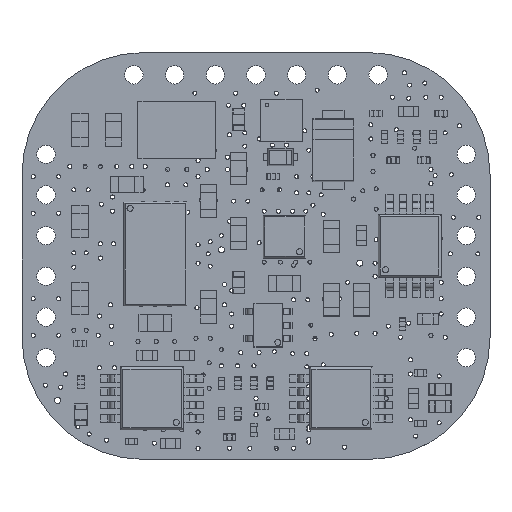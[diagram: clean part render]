
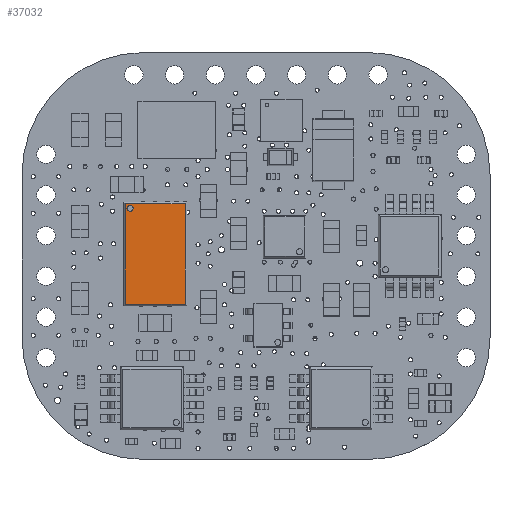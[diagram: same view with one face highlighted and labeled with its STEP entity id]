
A CAD part, top view. The second image highlights one B-rep face of the part: STEP entity #37032.
In plain terms, the highlighted planar face has unit normal (0, 0, 1).
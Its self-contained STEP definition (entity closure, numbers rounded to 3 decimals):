
#27564 = PLANE('',#27565);
#27565 = AXIS2_PLACEMENT_3D('',#27566,#27567,#27568);
#27566 = CARTESIAN_POINT('',(8.06,10.1,1.83));
#27567 = DIRECTION('',(0.707,0.,0.707));
#27568 = DIRECTION('',(0.707,0.,-0.707));
#33074 = PLANE('',#33075);
#33075 = AXIS2_PLACEMENT_3D('',#33076,#33077,#33078);
#33076 = CARTESIAN_POINT('',(5.04,10.1,1.83));
#33077 = DIRECTION('',(-0.707,0.,0.707));
#33078 = DIRECTION('',(0.707,0.,0.707));
#36690 = VERTEX_POINT('',#36691);
#36691 = CARTESIAN_POINT('',(5.16,12.34,1.87));
#36698 = CYLINDRICAL_SURFACE('',#36699,0.15);
#36699 = AXIS2_PLACEMENT_3D('',#36700,#36701,#36702);
#36700 = CARTESIAN_POINT('',(5.31,12.34,1.88));
#36701 = DIRECTION('',(0.,0.,1.));
#36702 = DIRECTION('',(1.,0.,0.));
#36717 = EDGE_CURVE('',#36690,#36690,#36718,.T.);
#36718 = SURFACE_CURVE('',#36719,(#36724,#36731),.PCURVE_S1.);
#36719 = CIRCLE('',#36720,0.15);
#36720 = AXIS2_PLACEMENT_3D('',#36721,#36722,#36723);
#36721 = CARTESIAN_POINT('',(5.31,12.34,1.87));
#36722 = DIRECTION('',(0.,0.,-1.));
#36723 = DIRECTION('',(1.,0.,0.));
#36724 = PCURVE('',#36698,#36725);
#36725 = DEFINITIONAL_REPRESENTATION('',(#36726),#36730);
#36726 = LINE('',#36727,#36728);
#36727 = CARTESIAN_POINT('',(6.283,-0.01));
#36728 = VECTOR('',#36729,1.);
#36729 = DIRECTION('',(-1.,0.));
#36730 = ( GEOMETRIC_REPRESENTATION_CONTEXT(2) 
PARAMETRIC_REPRESENTATION_CONTEXT() REPRESENTATION_CONTEXT('2D SPACE',''
  ) );
#36731 = PCURVE('',#36732,#36737);
#36732 = PLANE('',#36733);
#36733 = AXIS2_PLACEMENT_3D('',#36734,#36735,#36736);
#36734 = CARTESIAN_POINT('',(6.55,10.1,1.87));
#36735 = DIRECTION('',(0.,0.,1.));
#36736 = DIRECTION('',(1.,0.,0.));
#36737 = DEFINITIONAL_REPRESENTATION('',(#36738),#36746);
#36738 = ( BOUNDED_CURVE() B_SPLINE_CURVE(2,(#36739,#36740,#36741,#36742
    ,#36743,#36744,#36745),.UNSPECIFIED.,.T.,.F.) 
B_SPLINE_CURVE_WITH_KNOTS((1,2,2,2,2,1),(-2.094,0.,
    2.094,4.189,6.283,8.378),
.UNSPECIFIED.) CURVE() GEOMETRIC_REPRESENTATION_ITEM() 
RATIONAL_B_SPLINE_CURVE((1.,0.5,1.,0.5,1.,0.5,1.)) REPRESENTATION_ITEM(
  '') );
#36739 = CARTESIAN_POINT('',(-1.09,2.24));
#36740 = CARTESIAN_POINT('',(-1.09,1.98));
#36741 = CARTESIAN_POINT('',(-1.315,2.11));
#36742 = CARTESIAN_POINT('',(-1.54,2.24));
#36743 = CARTESIAN_POINT('',(-1.315,2.37));
#36744 = CARTESIAN_POINT('',(-1.09,2.5));
#36745 = CARTESIAN_POINT('',(-1.09,2.24));
#36746 = ( GEOMETRIC_REPRESENTATION_CONTEXT(2) 
PARAMETRIC_REPRESENTATION_CONTEXT() REPRESENTATION_CONTEXT('2D SPACE',''
  ) );
#36783 = EDGE_CURVE('',#36784,#36786,#36788,.T.);
#36784 = VERTEX_POINT('',#36785);
#36785 = CARTESIAN_POINT('',(8.02,12.57,1.87));
#36786 = VERTEX_POINT('',#36787);
#36787 = CARTESIAN_POINT('',(8.02,7.63,1.87));
#36788 = SURFACE_CURVE('',#36789,(#36793,#36800),.PCURVE_S1.);
#36789 = LINE('',#36790,#36791);
#36790 = CARTESIAN_POINT('',(8.02,10.1,1.87));
#36791 = VECTOR('',#36792,1.);
#36792 = DIRECTION('',(0.,-1.,0.));
#36793 = PCURVE('',#27564,#36794);
#36794 = DEFINITIONAL_REPRESENTATION('',(#36795),#36799);
#36795 = LINE('',#36796,#36797);
#36796 = CARTESIAN_POINT('',(-0.057,0.));
#36797 = VECTOR('',#36798,1.);
#36798 = DIRECTION('',(0.,-1.));
#36799 = ( GEOMETRIC_REPRESENTATION_CONTEXT(2) 
PARAMETRIC_REPRESENTATION_CONTEXT() REPRESENTATION_CONTEXT('2D SPACE',''
  ) );
#36800 = PCURVE('',#36732,#36801);
#36801 = DEFINITIONAL_REPRESENTATION('',(#36802),#36806);
#36802 = LINE('',#36803,#36804);
#36803 = CARTESIAN_POINT('',(1.47,0.));
#36804 = VECTOR('',#36805,1.);
#36805 = DIRECTION('',(0.,-1.));
#36806 = ( GEOMETRIC_REPRESENTATION_CONTEXT(2) 
PARAMETRIC_REPRESENTATION_CONTEXT() REPRESENTATION_CONTEXT('2D SPACE',''
  ) );
#36822 = PLANE('',#36823);
#36823 = AXIS2_PLACEMENT_3D('',#36824,#36825,#36826);
#36824 = CARTESIAN_POINT('',(6.55,7.59,1.83));
#36825 = DIRECTION('',(0.,-0.707,0.707));
#36826 = DIRECTION('',(1.,0.,0.));
#36849 = PLANE('',#36850);
#36850 = AXIS2_PLACEMENT_3D('',#36851,#36852,#36853);
#36851 = CARTESIAN_POINT('',(6.55,12.61,1.83));
#36852 = DIRECTION('',(0.,0.707,0.707));
#36853 = DIRECTION('',(1.,0.,0.));
#36886 = EDGE_CURVE('',#36786,#36887,#36889,.T.);
#36887 = VERTEX_POINT('',#36888);
#36888 = CARTESIAN_POINT('',(5.08,7.63,1.87));
#36889 = SURFACE_CURVE('',#36890,(#36894,#36901),.PCURVE_S1.);
#36890 = LINE('',#36891,#36892);
#36891 = CARTESIAN_POINT('',(6.55,7.63,1.87));
#36892 = VECTOR('',#36893,1.);
#36893 = DIRECTION('',(-1.,0.,0.));
#36894 = PCURVE('',#36822,#36895);
#36895 = DEFINITIONAL_REPRESENTATION('',(#36896),#36900);
#36896 = LINE('',#36897,#36898);
#36897 = CARTESIAN_POINT('',(0.,0.057));
#36898 = VECTOR('',#36899,1.);
#36899 = DIRECTION('',(-1.,0.));
#36900 = ( GEOMETRIC_REPRESENTATION_CONTEXT(2) 
PARAMETRIC_REPRESENTATION_CONTEXT() REPRESENTATION_CONTEXT('2D SPACE',''
  ) );
#36901 = PCURVE('',#36732,#36902);
#36902 = DEFINITIONAL_REPRESENTATION('',(#36903),#36907);
#36903 = LINE('',#36904,#36905);
#36904 = CARTESIAN_POINT('',(0.,-2.47));
#36905 = VECTOR('',#36906,1.);
#36906 = DIRECTION('',(-1.,0.));
#36907 = ( GEOMETRIC_REPRESENTATION_CONTEXT(2) 
PARAMETRIC_REPRESENTATION_CONTEXT() REPRESENTATION_CONTEXT('2D SPACE',''
  ) );
#36933 = EDGE_CURVE('',#36934,#36784,#36936,.T.);
#36934 = VERTEX_POINT('',#36935);
#36935 = CARTESIAN_POINT('',(5.08,12.57,1.87));
#36936 = SURFACE_CURVE('',#36937,(#36941,#36948),.PCURVE_S1.);
#36937 = LINE('',#36938,#36939);
#36938 = CARTESIAN_POINT('',(6.55,12.57,1.87));
#36939 = VECTOR('',#36940,1.);
#36940 = DIRECTION('',(1.,0.,0.));
#36941 = PCURVE('',#36849,#36942);
#36942 = DEFINITIONAL_REPRESENTATION('',(#36943),#36947);
#36943 = LINE('',#36944,#36945);
#36944 = CARTESIAN_POINT('',(0.,-0.057));
#36945 = VECTOR('',#36946,1.);
#36946 = DIRECTION('',(1.,0.));
#36947 = ( GEOMETRIC_REPRESENTATION_CONTEXT(2) 
PARAMETRIC_REPRESENTATION_CONTEXT() REPRESENTATION_CONTEXT('2D SPACE',''
  ) );
#36948 = PCURVE('',#36732,#36949);
#36949 = DEFINITIONAL_REPRESENTATION('',(#36950),#36954);
#36950 = LINE('',#36951,#36952);
#36951 = CARTESIAN_POINT('',(0.,2.47));
#36952 = VECTOR('',#36953,1.);
#36953 = DIRECTION('',(1.,0.));
#36954 = ( GEOMETRIC_REPRESENTATION_CONTEXT(2) 
PARAMETRIC_REPRESENTATION_CONTEXT() REPRESENTATION_CONTEXT('2D SPACE',''
  ) );
#37002 = EDGE_CURVE('',#36887,#36934,#37003,.T.);
#37003 = SURFACE_CURVE('',#37004,(#37008,#37015),.PCURVE_S1.);
#37004 = LINE('',#37005,#37006);
#37005 = CARTESIAN_POINT('',(5.08,10.1,1.87));
#37006 = VECTOR('',#37007,1.);
#37007 = DIRECTION('',(0.,1.,0.));
#37008 = PCURVE('',#33074,#37009);
#37009 = DEFINITIONAL_REPRESENTATION('',(#37010),#37014);
#37010 = LINE('',#37011,#37012);
#37011 = CARTESIAN_POINT('',(0.057,0.));
#37012 = VECTOR('',#37013,1.);
#37013 = DIRECTION('',(0.,1.));
#37014 = ( GEOMETRIC_REPRESENTATION_CONTEXT(2) 
PARAMETRIC_REPRESENTATION_CONTEXT() REPRESENTATION_CONTEXT('2D SPACE',''
  ) );
#37015 = PCURVE('',#36732,#37016);
#37016 = DEFINITIONAL_REPRESENTATION('',(#37017),#37021);
#37017 = LINE('',#37018,#37019);
#37018 = CARTESIAN_POINT('',(-1.47,0.));
#37019 = VECTOR('',#37020,1.);
#37020 = DIRECTION('',(0.,1.));
#37021 = ( GEOMETRIC_REPRESENTATION_CONTEXT(2) 
PARAMETRIC_REPRESENTATION_CONTEXT() REPRESENTATION_CONTEXT('2D SPACE',''
  ) );
#37032 = ADVANCED_FACE('',(#37033,#37039),#36732,.T.);
#37033 = FACE_BOUND('',#37034,.T.);
#37034 = EDGE_LOOP('',(#37035,#37036,#37037,#37038));
#37035 = ORIENTED_EDGE('',*,*,#36783,.F.);
#37036 = ORIENTED_EDGE('',*,*,#36933,.F.);
#37037 = ORIENTED_EDGE('',*,*,#37002,.F.);
#37038 = ORIENTED_EDGE('',*,*,#36886,.F.);
#37039 = FACE_BOUND('',#37040,.T.);
#37040 = EDGE_LOOP('',(#37041));
#37041 = ORIENTED_EDGE('',*,*,#36717,.T.);
